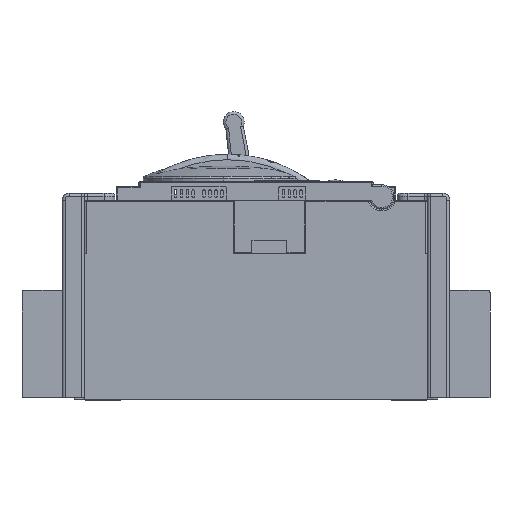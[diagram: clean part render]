
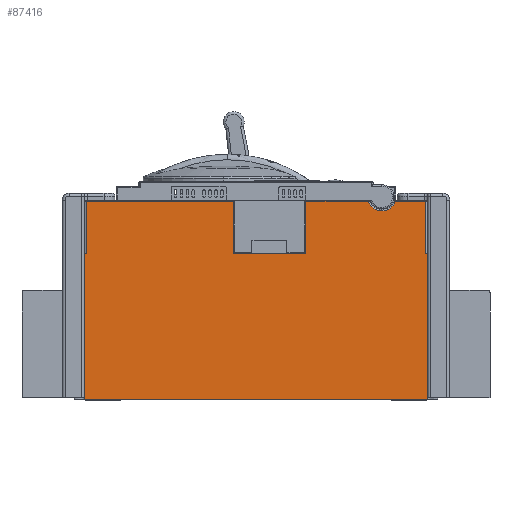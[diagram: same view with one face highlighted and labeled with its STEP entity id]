
A CAD part, left-side view. The second image highlights one B-rep face of the part: STEP entity #87416.
In plain terms, the highlighted face is planar.
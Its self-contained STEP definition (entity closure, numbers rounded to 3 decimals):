
#343 = DIRECTION ( 'NONE',  ( 0., 0., -1. ) ) ;
#1708 = VERTEX_POINT ( 'NONE', #46902 ) ;
#2489 = ORIENTED_EDGE ( 'NONE', *, *, #99240, .T. ) ;
#2780 = CARTESIAN_POINT ( 'NONE',  ( 59., 0., 43. ) ) ;
#3898 = EDGE_CURVE ( 'NONE', #88002, #106572, #71042, .T. ) ;
#4479 = CARTESIAN_POINT ( 'NONE',  ( 67.5, 0., 43. ) ) ;
#5664 = ORIENTED_EDGE ( 'NONE', *, *, #8405, .T. ) ;
#5865 = VECTOR ( 'NONE', #90786, 1000. ) ;
#6575 = ORIENTED_EDGE ( 'NONE', *, *, #15766, .T. ) ;
#7742 = FACE_OUTER_BOUND ( 'NONE', #28355, .T. ) ;
#8405 = EDGE_CURVE ( 'NONE', #103383, #24494, #36115, .T. ) ;
#11424 = CARTESIAN_POINT ( 'NONE',  ( 114.3, 0., 64.2 ) ) ;
#11583 = CARTESIAN_POINT ( 'NONE',  ( 67.5, 0., -11. ) ) ;
#12360 = CARTESIAN_POINT ( 'NONE',  ( 130.7, 0., 62.5 ) ) ;
#13103 = VERTEX_POINT ( 'NONE', #109144 ) ;
#13413 = CARTESIAN_POINT ( 'NONE',  ( 4.3, 0., 43. ) ) ;
#13545 = VECTOR ( 'NONE', #78464, 1000. ) ;
#14092 = VERTEX_POINT ( 'NONE', #90540 ) ;
#15766 = EDGE_CURVE ( 'NONE', #13103, #103383, #22281, .T. ) ;
#18413 = CARTESIAN_POINT ( 'NONE',  ( 119.267, 0., 62.5 ) ) ;
#20593 = DIRECTION ( 'NONE',  ( 0., 0., -1. ) ) ;
#21354 = LINE ( 'NONE', #56082, #5865 ) ;
#22281 = LINE ( 'NONE', #57006, #23089 ) ;
#22589 = LINE ( 'NONE', #65842, #31762 ) ;
#22635 = VECTOR ( 'NONE', #97313, 1000. ) ;
#23084 = CARTESIAN_POINT ( 'NONE',  ( 59., 0., 36. ) ) ;
#23089 = VECTOR ( 'NONE', #20593, 1000. ) ;
#23435 = ORIENTED_EDGE ( 'NONE', *, *, #3898, .T. ) ;
#24072 = CARTESIAN_POINT ( 'NONE',  ( 86., 0., 62.5 ) ) ;
#24494 = VERTEX_POINT ( 'NONE', #63725 ) ;
#25439 = VECTOR ( 'NONE', #96991, 1000. ) ;
#26172 = CARTESIAN_POINT ( 'NONE',  ( 59., 0., 62.5 ) ) ;
#28355 = EDGE_LOOP ( 'NONE', ( #51913, #51234, #97140, #78161, #6575, #5664, #54962, #84198, #61615, #38758, #23435, #2489, #105948, #53538, #106500 ) ) ;
#29911 = EDGE_CURVE ( 'NONE', #14092, #66982, #112095, .T. ) ;
#30661 = LINE ( 'NONE', #4479, #99326 ) ;
#31250 = DIRECTION ( 'NONE',  ( 0., 1., 0. ) ) ;
#31334 = CARTESIAN_POINT ( 'NONE',  ( 4.3, 0., 62.5 ) ) ;
#31762 = VECTOR ( 'NONE', #37418, 1000. ) ;
#36115 = LINE ( 'NONE', #11583, #25439 ) ;
#37418 = DIRECTION ( 'NONE',  ( -1., 0., 0. ) ) ;
#37434 = CARTESIAN_POINT ( 'NONE',  ( 86., 0., 43. ) ) ;
#38474 = CARTESIAN_POINT ( 'NONE',  ( 114.3, 0., 58.95 ) ) ;
#38758 = ORIENTED_EDGE ( 'NONE', *, *, #64966, .T. ) ;
#44292 = CARTESIAN_POINT ( 'NONE',  ( 67.5, 0., 62.5 ) ) ;
#44299 = VECTOR ( 'NONE', #92059, 1000. ) ;
#44452 = VERTEX_POINT ( 'NONE', #13413 ) ;
#44542 = CARTESIAN_POINT ( 'NONE',  ( 131.2, 0., 43. ) ) ;
#46138 = DIRECTION ( 'NONE',  ( 0., 1., 0. ) ) ;
#46316 = VECTOR ( 'NONE', #84026, 1000. ) ;
#46409 = VECTOR ( 'NONE', #83011, 1000. ) ;
#46902 = CARTESIAN_POINT ( 'NONE',  ( 130.7, 0., 43. ) ) ;
#47615 = VECTOR ( 'NONE', #66324, 1000. ) ;
#48117 = LINE ( 'NONE', #23084, #47615 ) ;
#48279 = EDGE_CURVE ( 'NONE', #48963, #1708, #108517, .T. ) ;
#48331 = CARTESIAN_POINT ( 'NONE',  ( 114.3, 0., 64.2 ) ) ;
#48963 = VERTEX_POINT ( 'NONE', #44542 ) ;
#49921 = LINE ( 'NONE', #93734, #44299 ) ;
#50249 = AXIS2_PLACEMENT_3D ( 'NONE', #11424, #46138, #80868 ) ;
#51234 = ORIENTED_EDGE ( 'NONE', *, *, #60922, .T. ) ;
#51913 = ORIENTED_EDGE ( 'NONE', *, *, #94918, .F. ) ;
#52632 = AXIS2_PLACEMENT_3D ( 'NONE', #53251, #103925, #343 ) ;
#53251 = CARTESIAN_POINT ( 'NONE',  ( 67.5, 0., 43. ) ) ;
#53538 = ORIENTED_EDGE ( 'NONE', *, *, #90402, .T. ) ;
#54962 = ORIENTED_EDGE ( 'NONE', *, *, #96889, .F. ) ;
#56082 = CARTESIAN_POINT ( 'NONE',  ( 67.5, 0., 62.5 ) ) ;
#57006 = CARTESIAN_POINT ( 'NONE',  ( 3.8, 0., 43. ) ) ;
#58409 = VERTEX_POINT ( 'NONE', #26172 ) ;
#58419 = CARTESIAN_POINT ( 'NONE',  ( 67.5, 0., 43. ) ) ;
#58437 = VERTEX_POINT ( 'NONE', #2780 ) ;
#59015 = LINE ( 'NONE', #59596, #68946 ) ;
#59596 = CARTESIAN_POINT ( 'NONE',  ( 86., 0., 63. ) ) ;
#60922 = EDGE_CURVE ( 'NONE', #58409, #67196, #21354, .T. ) ;
#60936 = LINE ( 'NONE', #104187, #22635 ) ;
#61615 = ORIENTED_EDGE ( 'NONE', *, *, #103855, .T. ) ;
#63725 = CARTESIAN_POINT ( 'NONE',  ( 131.2, 0., -11. ) ) ;
#64583 = VECTOR ( 'NONE', #103580, 1000. ) ;
#64966 = EDGE_CURVE ( 'NONE', #70767, #88002, #87539, .T. ) ;
#65063 = EDGE_CURVE ( 'NONE', #78607, #58437, #22589, .T. ) ;
#65842 = CARTESIAN_POINT ( 'NONE',  ( 67.5, 0., 43. ) ) ;
#66324 = DIRECTION ( 'NONE',  ( 0., 0., -1. ) ) ;
#66569 = CIRCLE ( 'NONE', #50249, 5.25 ) ;
#66982 = VERTEX_POINT ( 'NONE', #24072 ) ;
#67196 = VERTEX_POINT ( 'NONE', #31334 ) ;
#68840 = CARTESIAN_POINT ( 'NONE',  ( 86., 0., 62.5 ) ) ;
#68946 = VECTOR ( 'NONE', #76640, 1000. ) ;
#70767 = VERTEX_POINT ( 'NONE', #12360 ) ;
#71042 = CIRCLE ( 'NONE', #78285, 5.25 ) ;
#76640 = DIRECTION ( 'NONE',  ( 0., 0., -1. ) ) ;
#77167 = PLANE ( 'NONE',  #52632 ) ;
#78161 = ORIENTED_EDGE ( 'NONE', *, *, #107373, .T. ) ;
#78285 = AXIS2_PLACEMENT_3D ( 'NONE', #48331, #31250, #100693 ) ;
#78464 = DIRECTION ( 'NONE',  ( -1., 0., 0. ) ) ;
#78607 = VERTEX_POINT ( 'NONE', #37434 ) ;
#80868 = DIRECTION ( 'NONE',  ( 0., 0., -1. ) ) ;
#83011 = DIRECTION ( 'NONE',  ( 0., 0., -1. ) ) ;
#84026 = DIRECTION ( 'NONE',  ( -1., 0., 0. ) ) ;
#84198 = ORIENTED_EDGE ( 'NONE', *, *, #48279, .T. ) ;
#87416 = ADVANCED_FACE ( 'NONE', ( #7742 ), #77167, .T. ) ;
#87539 = LINE ( 'NONE', #44292, #13545 ) ;
#88002 = VERTEX_POINT ( 'NONE', #18413 ) ;
#90402 = EDGE_CURVE ( 'NONE', #66982, #78607, #59015, .T. ) ;
#90540 = CARTESIAN_POINT ( 'NONE',  ( 109.333, 0., 62.5 ) ) ;
#90786 = DIRECTION ( 'NONE',  ( -1., 0., 0. ) ) ;
#92059 = DIRECTION ( 'NONE',  ( 0., 0., -1. ) ) ;
#93235 = DIRECTION ( 'NONE',  ( -1., 0., 0. ) ) ;
#93734 = CARTESIAN_POINT ( 'NONE',  ( 131.2, 0., 43. ) ) ;
#94918 = EDGE_CURVE ( 'NONE', #58409, #58437, #48117, .T. ) ;
#96889 = EDGE_CURVE ( 'NONE', #48963, #24494, #49921, .T. ) ;
#96991 = DIRECTION ( 'NONE',  ( 1., 0., 0. ) ) ;
#97140 = ORIENTED_EDGE ( 'NONE', *, *, #106185, .T. ) ;
#97313 = DIRECTION ( 'NONE',  ( 0., 0., 1. ) ) ;
#99240 = EDGE_CURVE ( 'NONE', #106572, #14092, #66569, .T. ) ;
#99326 = VECTOR ( 'NONE', #93235, 1000. ) ;
#100642 = CARTESIAN_POINT ( 'NONE',  ( 4.3, 0., 43. ) ) ;
#100693 = DIRECTION ( 'NONE',  ( 0., 0., -1. ) ) ;
#101228 = LINE ( 'NONE', #100642, #46409 ) ;
#103383 = VERTEX_POINT ( 'NONE', #109075 ) ;
#103580 = DIRECTION ( 'NONE',  ( -1., 0., 0. ) ) ;
#103855 = EDGE_CURVE ( 'NONE', #1708, #70767, #60936, .T. ) ;
#103925 = DIRECTION ( 'NONE',  ( 0., -1., 0. ) ) ;
#104187 = CARTESIAN_POINT ( 'NONE',  ( 130.7, 0., 62.5 ) ) ;
#105948 = ORIENTED_EDGE ( 'NONE', *, *, #29911, .T. ) ;
#106185 = EDGE_CURVE ( 'NONE', #67196, #44452, #101228, .T. ) ;
#106500 = ORIENTED_EDGE ( 'NONE', *, *, #65063, .T. ) ;
#106572 = VERTEX_POINT ( 'NONE', #38474 ) ;
#107373 = EDGE_CURVE ( 'NONE', #44452, #13103, #30661, .T. ) ;
#108517 = LINE ( 'NONE', #58419, #46316 ) ;
#109075 = CARTESIAN_POINT ( 'NONE',  ( 3.8, 0., -11. ) ) ;
#109144 = CARTESIAN_POINT ( 'NONE',  ( 3.8, 0., 43. ) ) ;
#112095 = LINE ( 'NONE', #68840, #64583 ) ;
